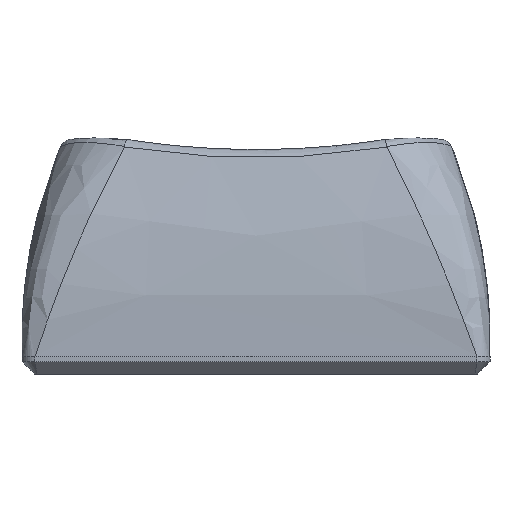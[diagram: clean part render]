
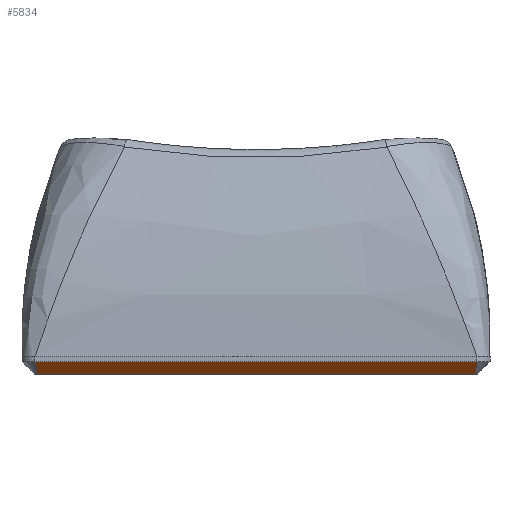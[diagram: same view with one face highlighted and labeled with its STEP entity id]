
A CAD part, front view. The second image highlights one B-rep face of the part: STEP entity #5834.
In plain terms, the highlighted planar face has unit normal (0, -0.707, -0.707).
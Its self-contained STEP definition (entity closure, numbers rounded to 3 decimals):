
#720 = PLANE('',#721);
#721 = AXIS2_PLACEMENT_3D('',#722,#723,#724);
#722 = CARTESIAN_POINT('',(-8.5,-9.,0.672));
#723 = DIRECTION('',(0.,-1.,0.));
#724 = DIRECTION('',(1.,0.,0.));
#1973 = VERTEX_POINT('',#1974);
#1974 = CARTESIAN_POINT('',(-8.5,-9.,0.48));
#2000 = EDGE_CURVE('',#1973,#2001,#2003,.T.);
#2001 = VERTEX_POINT('',#2002);
#2002 = CARTESIAN_POINT('',(8.5,-9.,0.48));
#2003 = SURFACE_CURVE('',#2004,(#2008,#2015),.PCURVE_S1.);
#2004 = LINE('',#2005,#2006);
#2005 = CARTESIAN_POINT('',(-8.5,-9.,0.48));
#2006 = VECTOR('',#2007,1.);
#2007 = DIRECTION('',(1.,0.,0.));
#2008 = PCURVE('',#720,#2009);
#2009 = DEFINITIONAL_REPRESENTATION('',(#2010),#2014);
#2010 = LINE('',#2011,#2012);
#2011 = CARTESIAN_POINT('',(0.,-0.192));
#2012 = VECTOR('',#2013,1.);
#2013 = DIRECTION('',(1.,0.));
#2014 = ( GEOMETRIC_REPRESENTATION_CONTEXT(2) 
PARAMETRIC_REPRESENTATION_CONTEXT() REPRESENTATION_CONTEXT('2D SPACE',''
  ) );
#2015 = PCURVE('',#2016,#2021);
#2016 = PLANE('',#2017);
#2017 = AXIS2_PLACEMENT_3D('',#2018,#2019,#2020);
#2018 = CARTESIAN_POINT('',(-8.5,-8.76,0.24));
#2019 = DIRECTION('',(0.,0.707,0.707)
  );
#2020 = DIRECTION('',(1.,0.,0.));
#2021 = DEFINITIONAL_REPRESENTATION('',(#2022),#2026);
#2022 = LINE('',#2023,#2024);
#2023 = CARTESIAN_POINT('',(0.,-0.339));
#2024 = VECTOR('',#2025,1.);
#2025 = DIRECTION('',(1.,0.));
#2026 = ( GEOMETRIC_REPRESENTATION_CONTEXT(2) 
PARAMETRIC_REPRESENTATION_CONTEXT() REPRESENTATION_CONTEXT('2D SPACE',''
  ) );
#3188 = CONICAL_SURFACE('',#3189,0.7,0.785);
#3189 = AXIS2_PLACEMENT_3D('',#3190,#3191,#3192);
#3190 = CARTESIAN_POINT('',(8.323,-8.323,0.48));
#3191 = DIRECTION('',(-0.,-0.,1.));
#3192 = DIRECTION('',(0.967,-0.253,0.));
#5834 = ADVANCED_FACE('',(#5835),#2016,.F.);
#5835 = FACE_BOUND('',#5836,.F.);
#5836 = EDGE_LOOP('',(#5837,#5872,#5873,#5903));
#5837 = ORIENTED_EDGE('',*,*,#5838,.F.);
#5838 = EDGE_CURVE('',#1973,#5839,#5841,.T.);
#5839 = VERTEX_POINT('',#5840);
#5840 = CARTESIAN_POINT('',(-8.42,-8.52,0.));
#5841 = SURFACE_CURVE('',#5842,(#5847,#5854),.PCURVE_S1.);
#5842 = PARABOLA('',#5843,0.008);
#5843 = AXIS2_PLACEMENT_3D('',#5844,#5845,#5846);
#5844 = CARTESIAN_POINT('',(-8.323,-8.311,
    -0.209));
#5845 = DIRECTION('',(0.,0.707,0.707)
  );
#5846 = DIRECTION('',(0.,-0.707,0.707)
  );
#5847 = PCURVE('',#2016,#5848);
#5848 = DEFINITIONAL_REPRESENTATION('',(#5849),#5853);
#5849 = B_SPLINE_CURVE_WITH_KNOTS('',2,(#5850,#5851,#5852),
  .UNSPECIFIED.,.F.,.F.,(3,3),(-0.177,-0.098),
  .PIECEWISE_BEZIER_KNOTS.);
#5850 = CARTESIAN_POINT('',(0.,-0.339));
#5851 = CARTESIAN_POINT('',(0.04,0.098));
#5852 = CARTESIAN_POINT('',(0.08,0.339));
#5853 = ( GEOMETRIC_REPRESENTATION_CONTEXT(2) 
PARAMETRIC_REPRESENTATION_CONTEXT() REPRESENTATION_CONTEXT('2D SPACE',''
  ) );
#5854 = PCURVE('',#5855,#5860);
#5855 = CONICAL_SURFACE('',#5856,0.7,0.785);
#5856 = AXIS2_PLACEMENT_3D('',#5857,#5858,#5859);
#5857 = CARTESIAN_POINT('',(-8.323,-8.323,0.48));
#5858 = DIRECTION('',(-0.,-0.,1.));
#5859 = DIRECTION('',(-0.253,-0.967,-0.));
#5860 = DEFINITIONAL_REPRESENTATION('',(#5861),#5871);
#5861 = B_SPLINE_CURVE_WITH_KNOTS('',8,(#5862,#5863,#5864,#5865,#5866,
    #5867,#5868,#5869,#5870),.UNSPECIFIED.,.F.,.F.,(9,9),(
    -0.177,-0.098),.PIECEWISE_BEZIER_KNOTS.);
#5862 = CARTESIAN_POINT('',(0.,0.));
#5863 = CARTESIAN_POINT('',(-0.014,-0.077));
#5864 = CARTESIAN_POINT('',(-0.03,-0.15));
#5865 = CARTESIAN_POINT('',(-0.048,-0.217));
#5866 = CARTESIAN_POINT('',(-0.069,-0.28));
#5867 = CARTESIAN_POINT('',(-0.094,-0.337));
#5868 = CARTESIAN_POINT('',(-0.123,-0.39));
#5869 = CARTESIAN_POINT('',(-0.158,-0.437));
#5870 = CARTESIAN_POINT('',(-0.203,-0.48));
#5871 = ( GEOMETRIC_REPRESENTATION_CONTEXT(2) 
PARAMETRIC_REPRESENTATION_CONTEXT() REPRESENTATION_CONTEXT('2D SPACE',''
  ) );
#5872 = ORIENTED_EDGE('',*,*,#2000,.T.);
#5873 = ORIENTED_EDGE('',*,*,#5874,.T.);
#5874 = EDGE_CURVE('',#2001,#5875,#5877,.T.);
#5875 = VERTEX_POINT('',#5876);
#5876 = CARTESIAN_POINT('',(8.42,-8.52,0.));
#5877 = SURFACE_CURVE('',#5878,(#5883,#5890),.PCURVE_S1.);
#5878 = PARABOLA('',#5879,0.008);
#5879 = AXIS2_PLACEMENT_3D('',#5880,#5881,#5882);
#5880 = CARTESIAN_POINT('',(8.323,-8.311,
    -0.209));
#5881 = DIRECTION('',(0.,-0.707,-0.707
    ));
#5882 = DIRECTION('',(0.,-0.707,0.707)
  );
#5883 = PCURVE('',#2016,#5884);
#5884 = DEFINITIONAL_REPRESENTATION('',(#5885),#5889);
#5885 = B_SPLINE_CURVE_WITH_KNOTS('',2,(#5886,#5887,#5888),
  .UNSPECIFIED.,.F.,.F.,(3,3),(-0.177,-0.098),
  .PIECEWISE_BEZIER_KNOTS.);
#5886 = CARTESIAN_POINT('',(17.,-0.339));
#5887 = CARTESIAN_POINT('',(16.96,0.098));
#5888 = CARTESIAN_POINT('',(16.92,0.339));
#5889 = ( GEOMETRIC_REPRESENTATION_CONTEXT(2) 
PARAMETRIC_REPRESENTATION_CONTEXT() REPRESENTATION_CONTEXT('2D SPACE',''
  ) );
#5890 = PCURVE('',#3188,#5891);
#5891 = DEFINITIONAL_REPRESENTATION('',(#5892),#5902);
#5892 = B_SPLINE_CURVE_WITH_KNOTS('',8,(#5893,#5894,#5895,#5896,#5897,
    #5898,#5899,#5900,#5901),.UNSPECIFIED.,.F.,.F.,(9,9),(
    -0.177,-0.098),.PIECEWISE_BEZIER_KNOTS.);
#5893 = CARTESIAN_POINT('',(-1.059,0.));
#5894 = CARTESIAN_POINT('',(-1.045,-0.077));
#5895 = CARTESIAN_POINT('',(-1.029,-0.15));
#5896 = CARTESIAN_POINT('',(-1.01,-0.217));
#5897 = CARTESIAN_POINT('',(-0.99,-0.28));
#5898 = CARTESIAN_POINT('',(-0.965,-0.337));
#5899 = CARTESIAN_POINT('',(-0.936,-0.39));
#5900 = CARTESIAN_POINT('',(-0.901,-0.437));
#5901 = CARTESIAN_POINT('',(-0.856,-0.48));
#5902 = ( GEOMETRIC_REPRESENTATION_CONTEXT(2) 
PARAMETRIC_REPRESENTATION_CONTEXT() REPRESENTATION_CONTEXT('2D SPACE',''
  ) );
#5903 = ORIENTED_EDGE('',*,*,#5904,.F.);
#5904 = EDGE_CURVE('',#5839,#5875,#5905,.T.);
#5905 = SURFACE_CURVE('',#5906,(#5910,#5917),.PCURVE_S1.);
#5906 = LINE('',#5907,#5908);
#5907 = CARTESIAN_POINT('',(-8.5,-8.52,0.));
#5908 = VECTOR('',#5909,1.);
#5909 = DIRECTION('',(1.,0.,0.));
#5910 = PCURVE('',#2016,#5911);
#5911 = DEFINITIONAL_REPRESENTATION('',(#5912),#5916);
#5912 = LINE('',#5913,#5914);
#5913 = CARTESIAN_POINT('',(0.,0.339));
#5914 = VECTOR('',#5915,1.);
#5915 = DIRECTION('',(1.,0.));
#5916 = ( GEOMETRIC_REPRESENTATION_CONTEXT(2) 
PARAMETRIC_REPRESENTATION_CONTEXT() REPRESENTATION_CONTEXT('2D SPACE',''
  ) );
#5917 = PCURVE('',#5918,#5923);
#5918 = PLANE('',#5919);
#5919 = AXIS2_PLACEMENT_3D('',#5920,#5921,#5922);
#5920 = CARTESIAN_POINT('',(8.5,9.,0.));
#5921 = DIRECTION('',(0.,0.,-1.));
#5922 = DIRECTION('',(-1.,0.,0.));
#5923 = DEFINITIONAL_REPRESENTATION('',(#5924),#5928);
#5924 = LINE('',#5925,#5926);
#5925 = CARTESIAN_POINT('',(17.,-17.52));
#5926 = VECTOR('',#5927,1.);
#5927 = DIRECTION('',(-1.,0.));
#5928 = ( GEOMETRIC_REPRESENTATION_CONTEXT(2) 
PARAMETRIC_REPRESENTATION_CONTEXT() REPRESENTATION_CONTEXT('2D SPACE',''
  ) );
